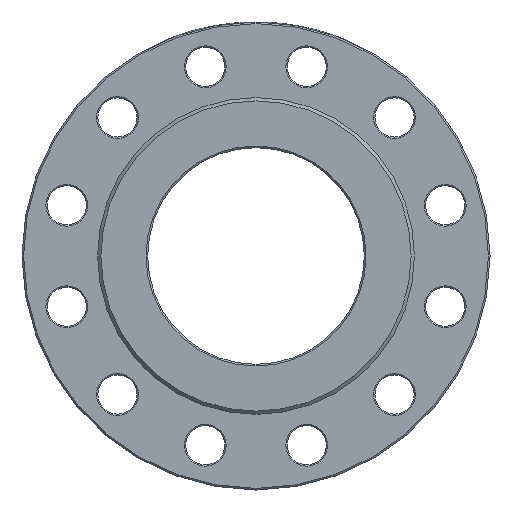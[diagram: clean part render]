
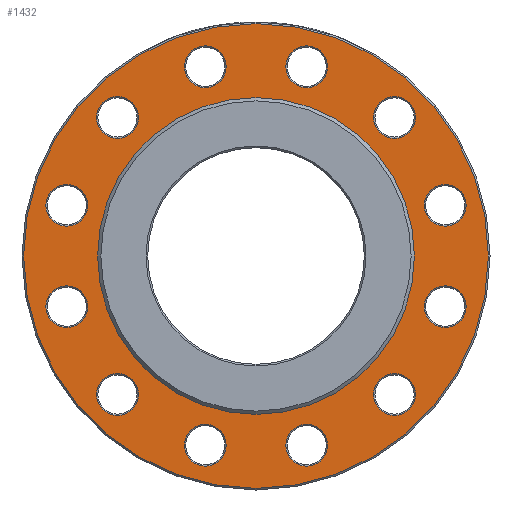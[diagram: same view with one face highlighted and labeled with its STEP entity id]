
A CAD part, left-side view. The second image highlights one B-rep face of the part: STEP entity #1432.
In plain terms, the highlighted planar face has unit normal (-1, 0, 0).
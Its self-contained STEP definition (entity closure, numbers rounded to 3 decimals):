
#13 = CIRCLE ( 'NONE', #5150, 19.2 ) ;
#92 = CIRCLE ( 'NONE', #3822, 19.2 ) ;
#181 = CARTESIAN_POINT ( 'NONE',  ( 3., 46.587, 173.867 ) ) ;
#210 = DIRECTION ( 'NONE',  ( 1., 0., 0. ) ) ;
#265 = CIRCLE ( 'NONE', #3456, 19.2 ) ;
#266 = ORIENTED_EDGE ( 'NONE', *, *, #1391, .T. ) ;
#270 = DIRECTION ( 'NONE',  ( 0., 0.5, 0.866 ) ) ;
#308 = CIRCLE ( 'NONE', #2015, 19.2 ) ;
#310 = DIRECTION ( 'NONE',  ( 0., 0., -1. ) ) ;
#327 = CARTESIAN_POINT ( 'NONE',  ( 3., 145.5, 0. ) ) ;
#344 = DIRECTION ( 'NONE',  ( 1., 0., 0. ) ) ;
#363 = DIRECTION ( 'NONE',  ( 0., 0., -1. ) ) ;
#399 = DIRECTION ( 'NONE',  ( 1., 0., 0. ) ) ;
#431 = EDGE_LOOP ( 'NONE', ( #1679 ) ) ;
#459 = ORIENTED_EDGE ( 'NONE', *, *, #716, .T. ) ;
#525 = VERTEX_POINT ( 'NONE', #3518 ) ;
#526 = ORIENTED_EDGE ( 'NONE', *, *, #2375, .T. ) ;
#596 = CARTESIAN_POINT ( 'NONE',  ( 3., -173.867, 65.787 ) ) ;
#658 = EDGE_LOOP ( 'NONE', ( #3966 ) ) ;
#665 = DIRECTION ( 'NONE',  ( 0., -0.866, -0.5 ) ) ;
#669 = EDGE_LOOP ( 'NONE', ( #2189 ) ) ;
#713 = CARTESIAN_POINT ( 'NONE',  ( 3., 117.679, -143.907 ) ) ;
#714 = EDGE_LOOP ( 'NONE', ( #2736 ) ) ;
#716 = EDGE_CURVE ( 'NONE', #2108, #2108, #3856, .T. ) ;
#741 = FACE_BOUND ( 'NONE', #5232, .T. ) ;
#762 = DIRECTION ( 'NONE',  ( 0., 0., 1. ) ) ;
#809 = CARTESIAN_POINT ( 'NONE',  ( 3., -173.867, -46.587 ) ) ;
#876 = EDGE_CURVE ( 'NONE', #5296, #5296, #13, .T. ) ;
#960 = VERTEX_POINT ( 'NONE', #1555 ) ;
#1019 = FACE_BOUND ( 'NONE', #2959, .T. ) ;
#1084 = EDGE_CURVE ( 'NONE', #2489, #2489, #2472, .T. ) ;
#1174 = ORIENTED_EDGE ( 'NONE', *, *, #4049, .T. ) ;
#1265 = CIRCLE ( 'NONE', #5444, 19.2 ) ;
#1272 = CARTESIAN_POINT ( 'NONE',  ( 3., -127.279, -127.279 ) ) ;
#1391 = EDGE_CURVE ( 'NONE', #2523, #2523, #4294, .T. ) ;
#1403 = AXIS2_PLACEMENT_3D ( 'NONE', #5098, #5134, #5677 ) ;
#1432 = ADVANCED_FACE ( 'NONE', ( #5323, #5603, #1019, #3049, #2546, #4591, #5637, #3084, #3896, #3361, #4408, #741, #5987, #2776 ), #4817, .F. ) ;
#1451 = DIRECTION ( 'NONE',  ( 0., -1., 0. ) ) ;
#1470 = DIRECTION ( 'NONE',  ( 1., 0., 0. ) ) ;
#1485 = CIRCLE ( 'NONE', #2875, 19.2 ) ;
#1555 = CARTESIAN_POINT ( 'NONE',  ( 3., -65.787, -173.867 ) ) ;
#1602 = CIRCLE ( 'NONE', #4270, 19.2 ) ;
#1662 = VERTEX_POINT ( 'NONE', #596 ) ;
#1679 = ORIENTED_EDGE ( 'NONE', *, *, #5250, .T. ) ;
#1694 = VERTEX_POINT ( 'NONE', #5278 ) ;
#1696 = DIRECTION ( 'NONE',  ( 1., 0., 0. ) ) ;
#1728 = DIRECTION ( 'NONE',  ( 1., 0., 0. ) ) ;
#1756 = ORIENTED_EDGE ( 'NONE', *, *, #2713, .T. ) ;
#1809 = DIRECTION ( 'NONE',  ( 0., 0., 1. ) ) ;
#1921 = EDGE_LOOP ( 'NONE', ( #526 ) ) ;
#1957 = CARTESIAN_POINT ( 'NONE',  ( 3., -29.96, 183.467 ) ) ;
#2015 = AXIS2_PLACEMENT_3D ( 'NONE', #5457, #4856, #270 ) ;
#2036 = AXIS2_PLACEMENT_3D ( 'NONE', #1272, #4257, #3310 ) ;
#2090 = VERTEX_POINT ( 'NONE', #5580 ) ;
#2108 = VERTEX_POINT ( 'NONE', #2210 ) ;
#2132 = CIRCLE ( 'NONE', #4269, 145.5 ) ;
#2138 = EDGE_CURVE ( 'NONE', #5109, #5109, #2132, .T. ) ;
#2189 = ORIENTED_EDGE ( 'NONE', *, *, #876, .T. ) ;
#2200 = EDGE_LOOP ( 'NONE', ( #5494 ) ) ;
#2210 = CARTESIAN_POINT ( 'NONE',  ( 3., -143.907, -117.679 ) ) ;
#2281 = DIRECTION ( 'NONE',  ( 0., 1., 0. ) ) ;
#2289 = CIRCLE ( 'NONE', #6561, 19.2 ) ;
#2359 = AXIS2_PLACEMENT_3D ( 'NONE', #181, #1728, #2281 ) ;
#2375 = EDGE_CURVE ( 'NONE', #960, #960, #2556, .T. ) ;
#2412 = EDGE_CURVE ( 'NONE', #525, #525, #1485, .T. ) ;
#2439 = CARTESIAN_POINT ( 'NONE',  ( 3., 127.279, -127.279 ) ) ;
#2472 = CIRCLE ( 'NONE', #2359, 19.2 ) ;
#2489 = VERTEX_POINT ( 'NONE', #3095 ) ;
#2523 = VERTEX_POINT ( 'NONE', #4566 ) ;
#2546 = FACE_BOUND ( 'NONE', #431, .T. ) ;
#2556 = CIRCLE ( 'NONE', #2771, 19.2 ) ;
#2626 = EDGE_LOOP ( 'NONE', ( #1174 ) ) ;
#2713 = EDGE_CURVE ( 'NONE', #2090, #2090, #1265, .T. ) ;
#2725 = ORIENTED_EDGE ( 'NONE', *, *, #4961, .T. ) ;
#2728 = DIRECTION ( 'NONE',  ( 1., 0., 0. ) ) ;
#2736 = ORIENTED_EDGE ( 'NONE', *, *, #5656, .T. ) ;
#2760 = CARTESIAN_POINT ( 'NONE',  ( 3., -183.467, -29.96 ) ) ;
#2771 = AXIS2_PLACEMENT_3D ( 'NONE', #3985, #6043, #1451 ) ;
#2776 = FACE_BOUND ( 'NONE', #4496, .T. ) ;
#2875 = AXIS2_PLACEMENT_3D ( 'NONE', #5538, #2728, #5179 ) ;
#2959 = EDGE_LOOP ( 'NONE', ( #4869 ) ) ;
#3049 = FACE_BOUND ( 'NONE', #2626, .T. ) ;
#3084 = FACE_BOUND ( 'NONE', #6061, .T. ) ;
#3095 = CARTESIAN_POINT ( 'NONE',  ( 3., 65.787, 173.867 ) ) ;
#3247 = CARTESIAN_POINT ( 'NONE',  ( 3., -46.587, 173.867 ) ) ;
#3310 = DIRECTION ( 'NONE',  ( 0., -0.866, 0.5 ) ) ;
#3340 = ORIENTED_EDGE ( 'NONE', *, *, #2412, .T. ) ;
#3361 = FACE_BOUND ( 'NONE', #4302, .T. ) ;
#3456 = AXIS2_PLACEMENT_3D ( 'NONE', #5848, #6253, #762 ) ;
#3518 = CARTESIAN_POINT ( 'NONE',  ( 3., 183.467, 29.96 ) ) ;
#3552 = CARTESIAN_POINT ( 'NONE',  ( 3., 0., 145.5 ) ) ;
#3712 = DIRECTION ( 'NONE',  ( -1., 0., 0. ) ) ;
#3808 = CARTESIAN_POINT ( 'NONE',  ( 3., 0., 0. ) ) ;
#3822 = AXIS2_PLACEMENT_3D ( 'NONE', #3247, #210, #4253 ) ;
#3856 = CIRCLE ( 'NONE', #2036, 19.2 ) ;
#3896 = FACE_BOUND ( 'NONE', #1921, .T. ) ;
#3931 = ORIENTED_EDGE ( 'NONE', *, *, #2138, .F. ) ;
#3966 = ORIENTED_EDGE ( 'NONE', *, *, #5046, .T. ) ;
#3985 = CARTESIAN_POINT ( 'NONE',  ( 3., -46.587, -173.867 ) ) ;
#4049 = EDGE_CURVE ( 'NONE', #5649, #5649, #92, .T. ) ;
#4163 = VERTEX_POINT ( 'NONE', #2760 ) ;
#4230 = VERTEX_POINT ( 'NONE', #4772 ) ;
#4253 = DIRECTION ( 'NONE',  ( 0., 0.866, 0.5 ) ) ;
#4257 = DIRECTION ( 'NONE',  ( 1., 0., 0. ) ) ;
#4269 = AXIS2_PLACEMENT_3D ( 'NONE', #3808, #3712, #1809 ) ;
#4270 = AXIS2_PLACEMENT_3D ( 'NONE', #809, #399, #6483 ) ;
#4294 = CIRCLE ( 'NONE', #1403, 19.2 ) ;
#4295 = CARTESIAN_POINT ( 'NONE',  ( 3., 173.867, -46.587 ) ) ;
#4302 = EDGE_LOOP ( 'NONE', ( #2725 ) ) ;
#4328 = CARTESIAN_POINT ( 'NONE',  ( 3., 46.587, -173.867 ) ) ;
#4408 = FACE_BOUND ( 'NONE', #669, .T. ) ;
#4496 = EDGE_LOOP ( 'NONE', ( #3931 ) ) ;
#4566 = CARTESIAN_POINT ( 'NONE',  ( 3., 143.907, 117.679 ) ) ;
#4591 = FACE_BOUND ( 'NONE', #658, .T. ) ;
#4703 = CIRCLE ( 'NONE', #6198, 213.5 ) ;
#4743 = CARTESIAN_POINT ( 'NONE',  ( 3., -117.679, 143.907 ) ) ;
#4772 = CARTESIAN_POINT ( 'NONE',  ( 3., 0., -213.5 ) ) ;
#4817 = PLANE ( 'NONE',  #5697 ) ;
#4856 = DIRECTION ( 'NONE',  ( 1., 0., 0. ) ) ;
#4869 = ORIENTED_EDGE ( 'NONE', *, *, #1084, .T. ) ;
#4922 = CARTESIAN_POINT ( 'NONE',  ( 3., 0., 0. ) ) ;
#4961 = EDGE_CURVE ( 'NONE', #1694, #1694, #2289, .T. ) ;
#5046 = EDGE_CURVE ( 'NONE', #1662, #1662, #265, .T. ) ;
#5098 = CARTESIAN_POINT ( 'NONE',  ( 3., 127.279, 127.279 ) ) ;
#5109 = VERTEX_POINT ( 'NONE', #3552 ) ;
#5134 = DIRECTION ( 'NONE',  ( 1., 0., 0. ) ) ;
#5150 = AXIS2_PLACEMENT_3D ( 'NONE', #2439, #1470, #5462 ) ;
#5179 = DIRECTION ( 'NONE',  ( 0., 0.5, -0.866 ) ) ;
#5214 = VERTEX_POINT ( 'NONE', #4743 ) ;
#5232 = EDGE_LOOP ( 'NONE', ( #1756 ) ) ;
#5250 = EDGE_CURVE ( 'NONE', #5214, #5214, #308, .T. ) ;
#5278 = CARTESIAN_POINT ( 'NONE',  ( 3., 29.96, -183.467 ) ) ;
#5296 = VERTEX_POINT ( 'NONE', #713 ) ;
#5323 = FACE_BOUND ( 'NONE', #5388, .T. ) ;
#5329 = EDGE_CURVE ( 'NONE', #4230, #4230, #4703, .T. ) ;
#5353 = DIRECTION ( 'NONE',  ( 1., 0., 0. ) ) ;
#5388 = EDGE_LOOP ( 'NONE', ( #3340 ) ) ;
#5392 = DIRECTION ( 'NONE',  ( 0., 0., -1. ) ) ;
#5444 = AXIS2_PLACEMENT_3D ( 'NONE', #4295, #344, #310 ) ;
#5457 = CARTESIAN_POINT ( 'NONE',  ( 3., -127.279, 127.279 ) ) ;
#5462 = DIRECTION ( 'NONE',  ( 0., -0.5, -0.866 ) ) ;
#5494 = ORIENTED_EDGE ( 'NONE', *, *, #5329, .T. ) ;
#5538 = CARTESIAN_POINT ( 'NONE',  ( 3., 173.867, 46.587 ) ) ;
#5580 = CARTESIAN_POINT ( 'NONE',  ( 3., 173.867, -65.787 ) ) ;
#5603 = FACE_BOUND ( 'NONE', #6391, .T. ) ;
#5637 = FACE_BOUND ( 'NONE', #714, .T. ) ;
#5649 = VERTEX_POINT ( 'NONE', #1957 ) ;
#5656 = EDGE_CURVE ( 'NONE', #4163, #4163, #1602, .T. ) ;
#5677 = DIRECTION ( 'NONE',  ( 0., 0.866, -0.5 ) ) ;
#5697 = AXIS2_PLACEMENT_3D ( 'NONE', #327, #5353, #363 ) ;
#5848 = CARTESIAN_POINT ( 'NONE',  ( 3., -173.867, 46.587 ) ) ;
#5987 = FACE_OUTER_BOUND ( 'NONE', #2200, .T. ) ;
#5994 = DIRECTION ( 'NONE',  ( -1., 0., 0. ) ) ;
#6043 = DIRECTION ( 'NONE',  ( 1., 0., 0. ) ) ;
#6061 = EDGE_LOOP ( 'NONE', ( #459 ) ) ;
#6198 = AXIS2_PLACEMENT_3D ( 'NONE', #4922, #5994, #5392 ) ;
#6253 = DIRECTION ( 'NONE',  ( 1., 0., 0. ) ) ;
#6391 = EDGE_LOOP ( 'NONE', ( #266 ) ) ;
#6483 = DIRECTION ( 'NONE',  ( 0., -0.5, 0.866 ) ) ;
#6561 = AXIS2_PLACEMENT_3D ( 'NONE', #4328, #1696, #665 ) ;
